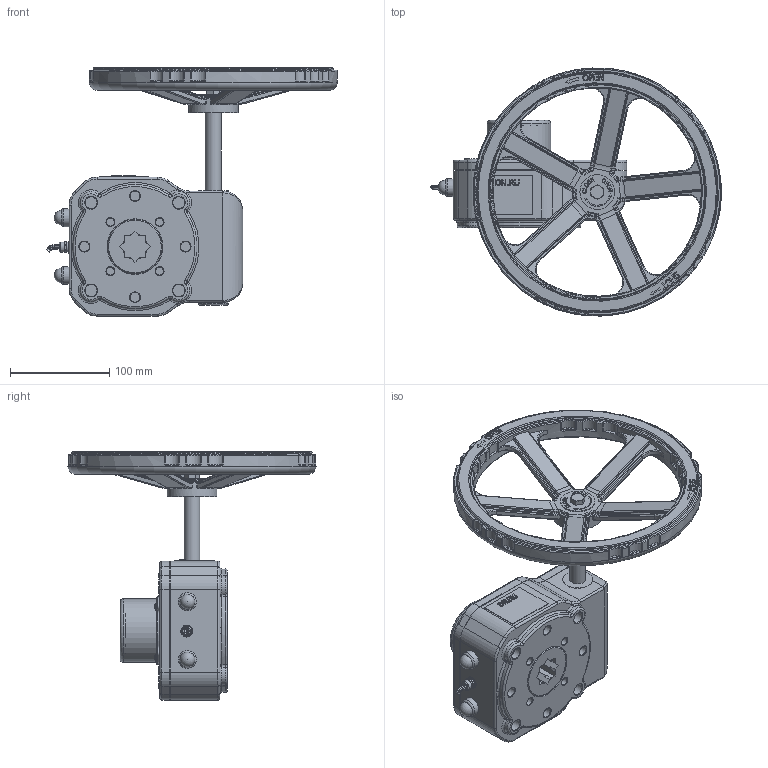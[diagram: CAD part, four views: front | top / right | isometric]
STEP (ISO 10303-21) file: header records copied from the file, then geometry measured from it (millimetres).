
FILE_DESCRIPTION(/* description */ (''),/* implementation_level */ '2;1');
FILE_NAME(/* name */ 'HGBF-3_3D_STEP.stp',/* time_stamp */ '2024-08-15T23:36:26+03:00',/* author */ ('igorr'),/* organization */ (''),/* preprocessor_version */ 'ST-DEVELOPER v20',/* originating_system */ 'Autodesk Inventor 2025',/* authorisation */ '');
FILE_SCHEMA (('AUTOMOTIVE_DESIGN { 1 0 10303 214 3 1 1 }'));
Products named in the file (8): Сборка; Деталь1; Деталь 2; Деталь 3; AS 1427 - M3,5 x 5; AS 1110 - M8 x 12; BS 4168 - M10 x 16; Деталь4
Assembly tree (13 placements, depth 2):
  Сборка
    Деталь1
    Деталь 2
    Деталь 3
    AS 1427 - M3,5 x 5  x4
    AS 1110 - M8 x 12
    BS 4168 - M10 x 16  x4
    Деталь4
Bounding box: 292.71 x 249.84 x 250 mm (x, y, z)
Volume: 1912592 mm3; surface area: 263799.3 mm2
Topology: 13 solids, 13 shells, 2645 faces, 6703 edges, 4224 vertices
Faces by surface type: plane 888, bspline 638, cylinder 540, torus 388, sphere 104, cone 87
Full cylindrical faces by diameter (mm): 0.789 x6, 1.5 x9, 3.132 x4, 3.5 x4, 5 x1, 8 x13, 10 x10, 12 x5, 13 x1, 15 x1, 16 x1, 18 x2, 20 x4, 30 x2, 35 x1, 50 x1, 55 x2, 56 x2, 60 x1, 60.514 x1, 62 x1, 64 x1, 210 x1, 218 x1, 242 x1, 250 x1
Entity records: 93775 total; most frequent: CARTESIAN_POINT 33751, ORIENTED_EDGE 12726, DIRECTION 10724, EDGE_CURVE 6363, VERTEX_POINT 4008, AXIS2_PLACEMENT_3D 3964, LINE 2796, VECTOR 2796
